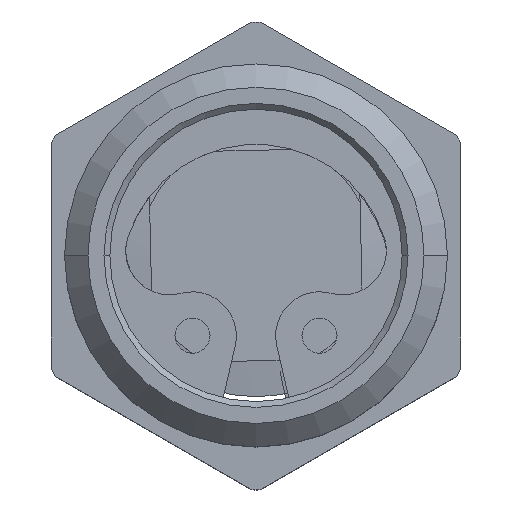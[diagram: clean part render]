
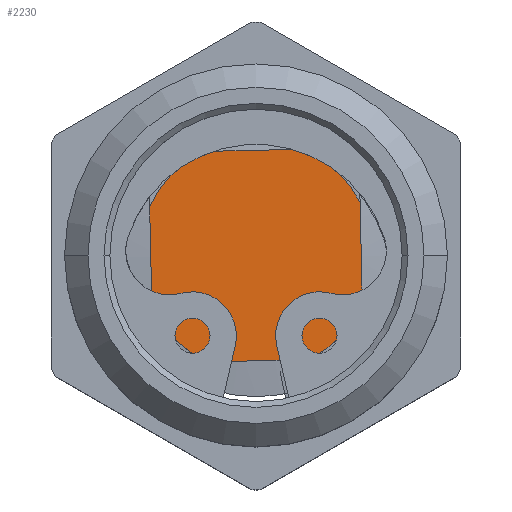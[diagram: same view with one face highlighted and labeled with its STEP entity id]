
A CAD part, top view. The second image highlights one B-rep face of the part: STEP entity #2230.
In plain terms, the highlighted planar face has unit normal (0, 0, 1).
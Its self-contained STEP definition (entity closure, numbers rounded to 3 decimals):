
#79 = VERTEX_POINT ( 'NONE', #652 ) ;
#191 = DIRECTION ( 'NONE',  ( 0., 0., 1. ) ) ;
#228 = ORIENTED_EDGE ( 'NONE', *, *, #5005, .T. ) ;
#345 = CARTESIAN_POINT ( 'NONE',  ( 0., 0., -3. ) ) ;
#385 = VECTOR ( 'NONE', #4691, 1000. ) ;
#415 = CARTESIAN_POINT ( 'NONE',  ( -3.524, -3.477, -3. ) ) ;
#515 = LINE ( 'NONE', #5141, #385 ) ;
#635 = PLANE ( 'NONE',  #4593 ) ;
#639 = CARTESIAN_POINT ( 'NONE',  ( 3.56, 1.823, -3. ) ) ;
#652 = CARTESIAN_POINT ( 'NONE',  ( -3.638, 1.663, -3. ) ) ;
#769 = DIRECTION ( 'NONE',  ( 0.022, -1., 0. ) ) ;
#835 = EDGE_CURVE ( 'NONE', #996, #948, #3289, .T. ) ;
#850 = CARTESIAN_POINT ( 'NONE',  ( 3.675, -3.317, -3. ) ) ;
#897 = EDGE_CURVE ( 'NONE', #948, #3006, #1673, .T. ) ;
#910 = LINE ( 'NONE', #850, #4057 ) ;
#933 = ORIENTED_EDGE ( 'NONE', *, *, #3550, .T. ) ;
#948 = VERTEX_POINT ( 'NONE', #5096 ) ;
#996 = VERTEX_POINT ( 'NONE', #639 ) ;
#1065 = DIRECTION ( 'NONE',  ( 0., 0., 1. ) ) ;
#1121 = AXIS2_PLACEMENT_3D ( 'NONE', #2635, #191, #3043 ) ;
#1129 = AXIS2_PLACEMENT_3D ( 'NONE', #4286, #1824, #4681 ) ;
#1327 = AXIS2_PLACEMENT_3D ( 'NONE', #345, #3209, #769 ) ;
#1554 = ORIENTED_EDGE ( 'NONE', *, *, #897, .T. ) ;
#1565 = ORIENTED_EDGE ( 'NONE', *, *, #4670, .T. ) ;
#1673 = LINE ( 'NONE', #4572, #3147 ) ;
#1721 = DIRECTION ( 'NONE',  ( 0., 0., 1. ) ) ;
#1782 = FACE_OUTER_BOUND ( 'NONE', #4332, .T. ) ;
#1815 = EDGE_CURVE ( 'NONE', #4916, #4885, #5059, .T. ) ;
#1824 = DIRECTION ( 'NONE',  ( 0., 0., 1. ) ) ;
#2068 = DIRECTION ( 'NONE',  ( -1., -0.022, 0. ) ) ;
#2104 = VECTOR ( 'NONE', #3278, 1000. ) ;
#2133 = CARTESIAN_POINT ( 'NONE',  ( -3.56, -1.823, -3. ) ) ;
#2230 = ADVANCED_FACE ( 'NONE', ( #1782 ), #635, .T. ) ;
#2269 = ORIENTED_EDGE ( 'NONE', *, *, #1815, .T. ) ;
#2345 = ORIENTED_EDGE ( 'NONE', *, *, #4629, .T. ) ;
#2547 = CARTESIAN_POINT ( 'NONE',  ( -1.823, 3.56, -3. ) ) ;
#2621 = AXIS2_PLACEMENT_3D ( 'NONE', #4182, #1721, #4598 ) ;
#2635 = CARTESIAN_POINT ( 'NONE',  ( 0., 0., -3. ) ) ;
#2735 = CIRCLE ( 'NONE', #1121, 4. ) ;
#2769 = VERTEX_POINT ( 'NONE', #4839 ) ;
#2999 = CIRCLE ( 'NONE', #1129, 4. ) ;
#3006 = VERTEX_POINT ( 'NONE', #2547 ) ;
#3043 = DIRECTION ( 'NONE',  ( 0.022, -1., 0. ) ) ;
#3147 = VECTOR ( 'NONE', #2068, 1000. ) ;
#3187 = LINE ( 'NONE', #415, #2104 ) ;
#3203 = CARTESIAN_POINT ( 'NONE',  ( 1.823, -3.56, -3. ) ) ;
#3209 = DIRECTION ( 'NONE',  ( 0., 0., 1. ) ) ;
#3278 = DIRECTION ( 'NONE',  ( 0.022, -1., 0. ) ) ;
#3289 = CIRCLE ( 'NONE', #2621, 4. ) ;
#3434 = EDGE_CURVE ( 'NONE', #4885, #996, #910, .T. ) ;
#3511 = CARTESIAN_POINT ( 'NONE',  ( -0.089, 3.999, -3. ) ) ;
#3550 = EDGE_CURVE ( 'NONE', #3006, #79, #2999, .T. ) ;
#3576 = ORIENTED_EDGE ( 'NONE', *, *, #835, .T. ) ;
#3585 = CARTESIAN_POINT ( 'NONE',  ( 3.638, -1.663, -3. ) ) ;
#3813 = DIRECTION ( 'NONE',  ( -0.022, 1., 0. ) ) ;
#3934 = DIRECTION ( 'NONE',  ( 0.022, -1., 0. ) ) ;
#4057 = VECTOR ( 'NONE', #3813, 1000. ) ;
#4182 = CARTESIAN_POINT ( 'NONE',  ( 0., 0., -3. ) ) ;
#4286 = CARTESIAN_POINT ( 'NONE',  ( 0., 0., -3. ) ) ;
#4323 = VERTEX_POINT ( 'NONE', #2133 ) ;
#4332 = EDGE_LOOP ( 'NONE', ( #1554, #933, #228, #1565, #2345, #2269, #4566, #3576 ) ) ;
#4566 = ORIENTED_EDGE ( 'NONE', *, *, #3434, .T. ) ;
#4572 = CARTESIAN_POINT ( 'NONE',  ( -3.477, 3.524, -3. ) ) ;
#4593 = AXIS2_PLACEMENT_3D ( 'NONE', #3511, #1065, #3934 ) ;
#4598 = DIRECTION ( 'NONE',  ( 0.022, -1., 0. ) ) ;
#4629 = EDGE_CURVE ( 'NONE', #2769, #4916, #515, .T. ) ;
#4670 = EDGE_CURVE ( 'NONE', #4323, #2769, #2735, .T. ) ;
#4681 = DIRECTION ( 'NONE',  ( 0.022, -1., 0. ) ) ;
#4691 = DIRECTION ( 'NONE',  ( 1., 0.022, 0. ) ) ;
#4839 = CARTESIAN_POINT ( 'NONE',  ( -1.663, -3.638, -3. ) ) ;
#4885 = VERTEX_POINT ( 'NONE', #3585 ) ;
#4916 = VERTEX_POINT ( 'NONE', #3203 ) ;
#5005 = EDGE_CURVE ( 'NONE', #79, #4323, #3187, .T. ) ;
#5059 = CIRCLE ( 'NONE', #1327, 4. ) ;
#5096 = CARTESIAN_POINT ( 'NONE',  ( 1.663, 3.638, -3. ) ) ;
#5141 = CARTESIAN_POINT ( 'NONE',  ( -3.317, -3.675, -3. ) ) ;
